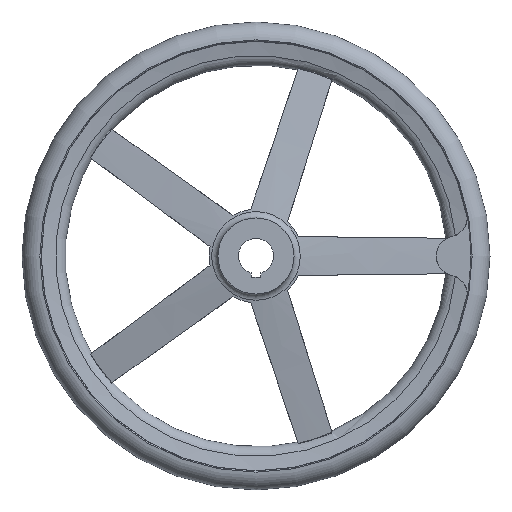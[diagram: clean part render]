
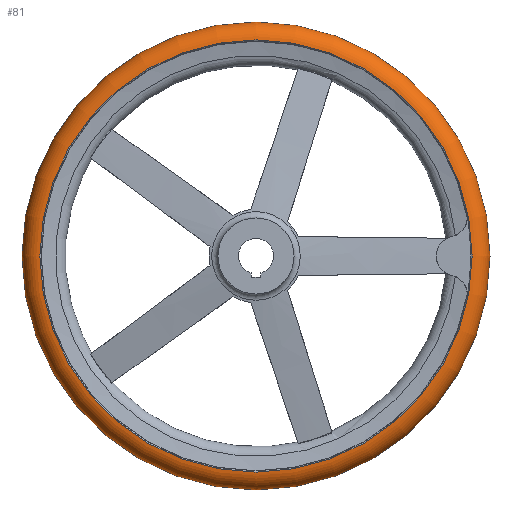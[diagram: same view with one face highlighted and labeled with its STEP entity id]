
A CAD part, front view. The second image highlights one B-rep face of the part: STEP entity #81.
In plain terms, the highlighted toroidal (fillet/blend) face has major radius 184 mm and minor radius 16 mm.
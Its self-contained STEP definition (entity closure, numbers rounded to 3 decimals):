
#81 = ADVANCED_FACE( '', ( #212, #213, #214 ), #215, .T. );
#212 = FACE_BOUND( '', #410, .T. );
#213 = FACE_OUTER_BOUND( '', #411, .T. );
#214 = FACE_OUTER_BOUND( '', #412, .T. );
#215 = TOROIDAL_SURFACE( '', #413, 184., 16. );
#410 = VERTEX_LOOP( '', #602 );
#411 = EDGE_LOOP( '', ( #603 ) );
#412 = EDGE_LOOP( '', ( #604 ) );
#413 = AXIS2_PLACEMENT_3D( '', #605, #606, #607 );
#602 = VERTEX_POINT( '', #1143 );
#603 = ORIENTED_EDGE( '', *, *, #1144, .T. );
#604 = ORIENTED_EDGE( '', *, *, #1145, .F. );
#605 = CARTESIAN_POINT( '', ( 0., 47., 0. ) );
#606 = DIRECTION( '', ( 0., -1., 0. ) );
#607 = DIRECTION( '', ( 0., 0., -1. ) );
#1143 = CARTESIAN_POINT( '', ( 0., 47., -200. ) );
#1144 = EDGE_CURVE( '', #1357, #1357, #1358, .T. );
#1145 = EDGE_CURVE( '', #1359, #1359, #1360, .T. );
#1357 = VERTEX_POINT( '', #1678 );
#1358 = CIRCLE( '', #1679, 184.667 );
#1359 = VERTEX_POINT( '', #1680 );
#1360 = CIRCLE( '', #1681, 184.667 );
#1678 = CARTESIAN_POINT( '', ( 0., 62.986, -184.667 ) );
#1679 = AXIS2_PLACEMENT_3D( '', #2688, #2689, #2690 );
#1680 = CARTESIAN_POINT( '', ( 0., 31.014, -184.667 ) );
#1681 = AXIS2_PLACEMENT_3D( '', #2691, #2692, #2693 );
#2688 = CARTESIAN_POINT( '', ( 0., 62.986, 0. ) );
#2689 = DIRECTION( '', ( 0., -1., 0. ) );
#2690 = DIRECTION( '', ( 0., 0., -1. ) );
#2691 = CARTESIAN_POINT( '', ( 0., 31.014, 0. ) );
#2692 = DIRECTION( '', ( 0., -1., 0. ) );
#2693 = DIRECTION( '', ( 0., 0., -1. ) );
